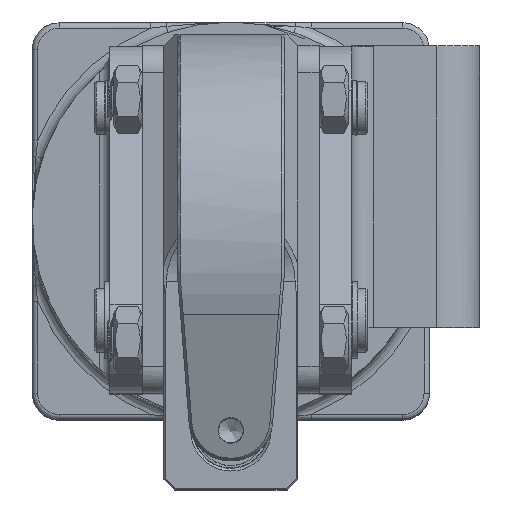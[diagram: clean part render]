
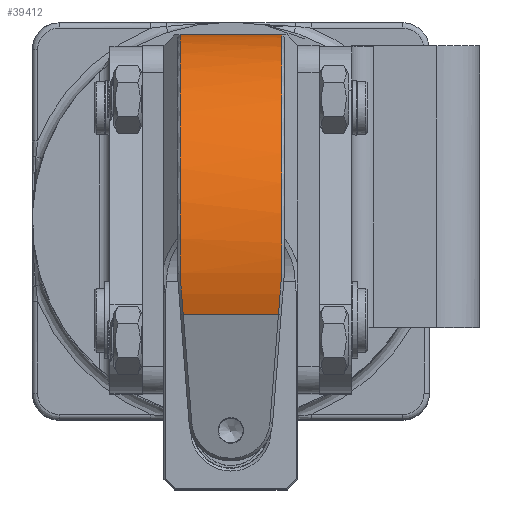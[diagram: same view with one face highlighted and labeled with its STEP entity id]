
A CAD part, top view. The second image highlights one B-rep face of the part: STEP entity #39412.
In plain terms, the highlighted free-form (B-spline) face has degree [2, 1] with [3, 2] control points.
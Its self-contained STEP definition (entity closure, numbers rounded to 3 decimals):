
#38735 = VERTEX_POINT('',#38736);
#38736 = CARTESIAN_POINT('',(-8.633,-17.291,
    267.425));
#38741 = EDGE_CURVE('',#38735,#38742,#38744,.T.);
#38742 = VERTEX_POINT('',#38743);
#38743 = CARTESIAN_POINT('',(-9.216,-9.884,
    269.045));
#38744 = B_SPLINE_CURVE_WITH_KNOTS('',3,(#38745,#38746,#38747,#38748),
  .UNSPECIFIED.,.F.,.F.,(4,4),(1.257,1.452),
  .PIECEWISE_BEZIER_KNOTS.);
#38745 = CARTESIAN_POINT('',(-8.633,-17.291,
    267.425));
#38746 = CARTESIAN_POINT('',(-8.822,-14.883,
    268.205));
#38747 = CARTESIAN_POINT('',(-9.018,-12.398,
    268.748));
#38748 = CARTESIAN_POINT('',(-9.216,-9.884,
    269.045));
#38797 = VERTEX_POINT('',#38798);
#38798 = CARTESIAN_POINT('',(-9.216,33.467,
    230.51));
#38816 = EDGE_CURVE('',#38742,#38797,#38817,.T.);
#38817 = ( BOUNDED_CURVE() B_SPLINE_CURVE(2,(#38818,#38819,#38820),
.UNSPECIFIED.,.F.,.F.) B_SPLINE_CURVE_WITH_KNOTS((3,3),(0.197,
1.885),.PIECEWISE_BEZIER_KNOTS.) CURVE() 
GEOMETRIC_REPRESENTATION_ITEM() RATIONAL_B_SPLINE_CURVE((1.,
0.664,1.)) REPRESENTATION_ITEM('') );
#38818 = CARTESIAN_POINT('',(-9.216,-9.884,
    269.045));
#38819 = CARTESIAN_POINT('',(-9.216,33.467,
    274.162));
#38820 = CARTESIAN_POINT('',(-9.216,33.467,
    230.51));
#38849 = VERTEX_POINT('',#38850);
#38850 = CARTESIAN_POINT('',(-8.63,-17.326,
    267.413));
#38885 = EDGE_CURVE('',#38849,#38735,#38886,.T.);
#38886 = B_SPLINE_CURVE_WITH_KNOTS('',3,(#38887,#38888,#38889,#38890),
  .UNSPECIFIED.,.F.,.F.,(4,4),(0.928,0.932),
  .PIECEWISE_BEZIER_KNOTS.);
#38887 = CARTESIAN_POINT('',(-8.63,-17.326,
    267.413));
#38888 = CARTESIAN_POINT('',(-8.631,-17.314,
    267.417));
#38889 = CARTESIAN_POINT('',(-8.632,-17.303,
    267.421));
#38890 = CARTESIAN_POINT('',(-8.633,-17.291,
    267.425));
#39107 = VERTEX_POINT('',#39108);
#39108 = CARTESIAN_POINT('',(8.63,-17.326,
    267.413));
#39187 = VERTEX_POINT('',#39188);
#39188 = CARTESIAN_POINT('',(9.216,33.467,
    230.51));
#39193 = EDGE_CURVE('',#39187,#39194,#39196,.T.);
#39194 = VERTEX_POINT('',#39195);
#39195 = CARTESIAN_POINT('',(9.216,-9.884,
    269.045));
#39196 = ( BOUNDED_CURVE() B_SPLINE_CURVE(2,(#39197,#39198,#39199),
.UNSPECIFIED.,.F.,.F.) B_SPLINE_CURVE_WITH_KNOTS((3,3),(4.398,
6.087),.PIECEWISE_BEZIER_KNOTS.) CURVE() 
GEOMETRIC_REPRESENTATION_ITEM() RATIONAL_B_SPLINE_CURVE((1.,
0.664,1.)) REPRESENTATION_ITEM('') );
#39197 = CARTESIAN_POINT('',(9.216,33.467,
    230.51));
#39198 = CARTESIAN_POINT('',(9.216,33.467,
    274.162));
#39199 = CARTESIAN_POINT('',(9.216,-9.884,
    269.045));
#39229 = EDGE_CURVE('',#39194,#39230,#39232,.T.);
#39230 = VERTEX_POINT('',#39231);
#39231 = CARTESIAN_POINT('',(8.633,-17.291,
    267.425));
#39232 = B_SPLINE_CURVE_WITH_KNOTS('',3,(#39233,#39234,#39235,#39236),
  .UNSPECIFIED.,.F.,.F.,(4,4),(-1.452,-1.257),
  .PIECEWISE_BEZIER_KNOTS.);
#39233 = CARTESIAN_POINT('',(9.216,-9.884,
    269.045));
#39234 = CARTESIAN_POINT('',(9.018,-12.398,
    268.748));
#39235 = CARTESIAN_POINT('',(8.822,-14.883,
    268.205));
#39236 = CARTESIAN_POINT('',(8.633,-17.291,
    267.425));
#39302 = EDGE_CURVE('',#39230,#39107,#39303,.T.);
#39303 = B_SPLINE_CURVE_WITH_KNOTS('',3,(#39304,#39305,#39306,#39307),
  .UNSPECIFIED.,.F.,.F.,(4,4),(-2.599,-2.596),
  .PIECEWISE_BEZIER_KNOTS.);
#39304 = CARTESIAN_POINT('',(8.633,-17.291,
    267.425));
#39305 = CARTESIAN_POINT('',(8.632,-17.303,
    267.421));
#39306 = CARTESIAN_POINT('',(8.631,-17.314,
    267.417));
#39307 = CARTESIAN_POINT('',(8.63,-17.326,
    267.413));
#39389 = EDGE_CURVE('',#39107,#38849,#39390,.T.);
#39390 = B_SPLINE_CURVE_WITH_KNOTS('',1,(#39391,#39392),.UNSPECIFIED.,
  .F.,.F.,(2,2),(-8.896,8.896),
  .PIECEWISE_BEZIER_KNOTS.);
#39391 = CARTESIAN_POINT('',(8.63,-17.326,
    267.413));
#39392 = CARTESIAN_POINT('',(-8.63,-17.326,
    267.413));
#39412 = ADVANCED_FACE('',(#39413),#39427,.T.);
#39413 = FACE_BOUND('',#39414,.T.);
#39414 = EDGE_LOOP('',(#39415,#39416,#39417,#39418,#39419,#39420,#39421,
    #39422));
#39415 = ORIENTED_EDGE('',*,*,#38816,.F.);
#39416 = ORIENTED_EDGE('',*,*,#38741,.F.);
#39417 = ORIENTED_EDGE('',*,*,#38885,.F.);
#39418 = ORIENTED_EDGE('',*,*,#39389,.F.);
#39419 = ORIENTED_EDGE('',*,*,#39302,.F.);
#39420 = ORIENTED_EDGE('',*,*,#39229,.F.);
#39421 = ORIENTED_EDGE('',*,*,#39193,.F.);
#39422 = ORIENTED_EDGE('',*,*,#39423,.T.);
#39423 = EDGE_CURVE('',#39187,#38797,#39424,.T.);
#39424 = B_SPLINE_CURVE_WITH_KNOTS('',1,(#39425,#39426),.UNSPECIFIED.,
  .F.,.F.,(2,2),(-9.5,9.5),.PIECEWISE_BEZIER_KNOTS.);
#39425 = CARTESIAN_POINT('',(9.216,33.467,
    230.51));
#39426 = CARTESIAN_POINT('',(-9.216,33.467,
    230.51));
#39427 = ( BOUNDED_SURFACE() B_SPLINE_SURFACE(2,1,(
    (#39428,#39429)
    ,(#39430,#39431)
    ,(#39432,#39433
)),.UNSPECIFIED.,.F.,.F.,.F.) B_SPLINE_SURFACE_WITH_KNOTS((3,3),(2,2),(
    0.,1.885),(-9.5,9.5),.PIECEWISE_BEZIER_KNOTS.) 
GEOMETRIC_REPRESENTATION_ITEM() RATIONAL_B_SPLINE_SURFACE((
    (1.,1.)
    ,(0.588,0.588)
,(1.,1.))) REPRESENTATION_ITEM('') SURFACE() );
#39428 = CARTESIAN_POINT('',(9.216,-17.326,
    267.413));
#39429 = CARTESIAN_POINT('',(-9.216,-17.326,
    267.413));
#39430 = CARTESIAN_POINT('',(9.216,33.467,
    283.917));
#39431 = CARTESIAN_POINT('',(-9.216,33.467,
    283.917));
#39432 = CARTESIAN_POINT('',(9.216,33.467,
    230.51));
#39433 = CARTESIAN_POINT('',(-9.216,33.467,
    230.51));
